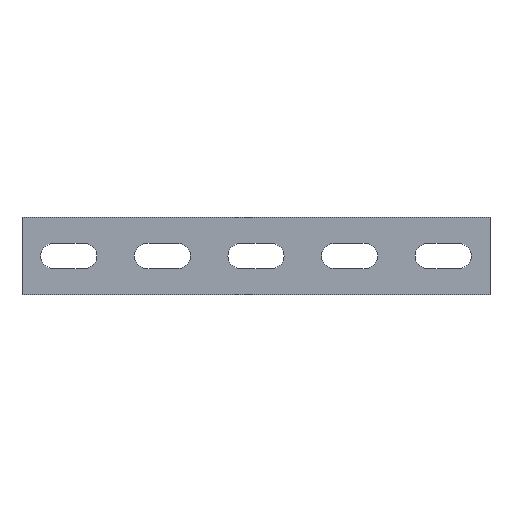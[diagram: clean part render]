
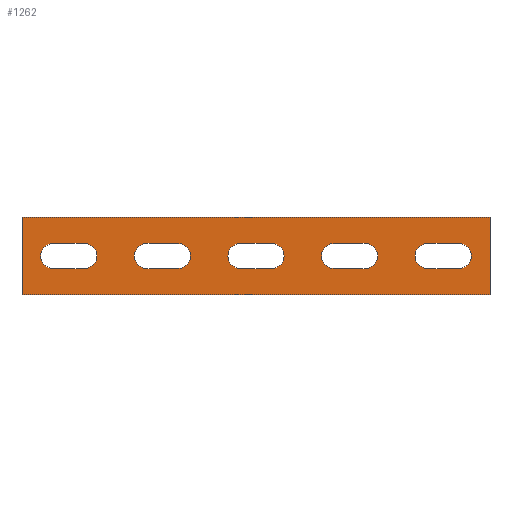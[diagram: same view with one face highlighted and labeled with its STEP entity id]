
A CAD part, front view. The second image highlights one B-rep face of the part: STEP entity #1262.
In plain terms, the highlighted planar face has unit normal (0, -1, 0).
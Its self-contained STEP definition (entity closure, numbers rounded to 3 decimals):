
#40=FACE_BOUND('',#176,.T.);
#41=FACE_BOUND('',#177,.T.);
#42=FACE_BOUND('',#178,.T.);
#43=FACE_BOUND('',#179,.T.);
#44=FACE_BOUND('',#180,.T.);
#50=CIRCLE('',#1348,6.75);
#51=CIRCLE('',#1349,6.75);
#52=CIRCLE('',#1350,6.75);
#53=CIRCLE('',#1351,6.75);
#54=CIRCLE('',#1352,6.75);
#55=CIRCLE('',#1353,6.75);
#56=CIRCLE('',#1354,6.75);
#57=CIRCLE('',#1355,6.75);
#58=CIRCLE('',#1356,6.75);
#59=CIRCLE('',#1357,6.75);
#113=FACE_OUTER_BOUND('',#175,.T.);
#175=EDGE_LOOP('',(#836,#837,#838,#839));
#176=EDGE_LOOP('',(#840,#841,#842,#843));
#177=EDGE_LOOP('',(#844,#845,#846,#847));
#178=EDGE_LOOP('',(#848,#849,#850,#851));
#179=EDGE_LOOP('',(#852,#853,#854,#855));
#180=EDGE_LOOP('',(#856,#857,#858,#859));
#273=LINE('',#1889,#401);
#274=LINE('',#1892,#402);
#275=LINE('',#1894,#403);
#276=LINE('',#1895,#404);
#277=LINE('',#1900,#405);
#278=LINE('',#1903,#406);
#279=LINE('',#1908,#407);
#280=LINE('',#1911,#408);
#281=LINE('',#1916,#409);
#282=LINE('',#1919,#410);
#283=LINE('',#1924,#411);
#284=LINE('',#1927,#412);
#285=LINE('',#1932,#413);
#286=LINE('',#1935,#414);
#401=VECTOR('',#1511,10.);
#402=VECTOR('',#1514,10.);
#403=VECTOR('',#1515,10.);
#404=VECTOR('',#1516,10.);
#405=VECTOR('',#1519,10.);
#406=VECTOR('',#1522,10.);
#407=VECTOR('',#1525,10.);
#408=VECTOR('',#1528,10.);
#409=VECTOR('',#1531,10.);
#410=VECTOR('',#1534,10.);
#411=VECTOR('',#1537,10.);
#412=VECTOR('',#1540,10.);
#413=VECTOR('',#1543,10.);
#414=VECTOR('',#1546,10.);
#521=VERTEX_POINT('',#1883);
#523=VERTEX_POINT('',#1887);
#524=VERTEX_POINT('',#1891);
#525=VERTEX_POINT('',#1893);
#526=VERTEX_POINT('',#1896);
#527=VERTEX_POINT('',#1897);
#528=VERTEX_POINT('',#1899);
#529=VERTEX_POINT('',#1901);
#530=VERTEX_POINT('',#1904);
#531=VERTEX_POINT('',#1905);
#532=VERTEX_POINT('',#1907);
#533=VERTEX_POINT('',#1909);
#534=VERTEX_POINT('',#1912);
#535=VERTEX_POINT('',#1913);
#536=VERTEX_POINT('',#1915);
#537=VERTEX_POINT('',#1917);
#538=VERTEX_POINT('',#1920);
#539=VERTEX_POINT('',#1921);
#540=VERTEX_POINT('',#1923);
#541=VERTEX_POINT('',#1925);
#542=VERTEX_POINT('',#1928);
#543=VERTEX_POINT('',#1929);
#544=VERTEX_POINT('',#1931);
#545=VERTEX_POINT('',#1933);
#649=EDGE_CURVE('',#521,#523,#273,.T.);
#650=EDGE_CURVE('',#523,#524,#274,.T.);
#651=EDGE_CURVE('',#525,#524,#275,.T.);
#652=EDGE_CURVE('',#521,#525,#276,.T.);
#653=EDGE_CURVE('',#526,#527,#50,.T.);
#654=EDGE_CURVE('',#527,#528,#277,.T.);
#655=EDGE_CURVE('',#528,#529,#51,.T.);
#656=EDGE_CURVE('',#529,#526,#278,.T.);
#657=EDGE_CURVE('',#530,#531,#52,.T.);
#658=EDGE_CURVE('',#531,#532,#279,.T.);
#659=EDGE_CURVE('',#532,#533,#53,.T.);
#660=EDGE_CURVE('',#533,#530,#280,.T.);
#661=EDGE_CURVE('',#534,#535,#54,.T.);
#662=EDGE_CURVE('',#535,#536,#281,.T.);
#663=EDGE_CURVE('',#536,#537,#55,.T.);
#664=EDGE_CURVE('',#537,#534,#282,.T.);
#665=EDGE_CURVE('',#538,#539,#56,.T.);
#666=EDGE_CURVE('',#539,#540,#283,.T.);
#667=EDGE_CURVE('',#540,#541,#57,.T.);
#668=EDGE_CURVE('',#541,#538,#284,.T.);
#669=EDGE_CURVE('',#542,#543,#58,.T.);
#670=EDGE_CURVE('',#543,#544,#285,.T.);
#671=EDGE_CURVE('',#544,#545,#59,.T.);
#672=EDGE_CURVE('',#545,#542,#286,.T.);
#836=ORIENTED_EDGE('',*,*,#649,.T.);
#837=ORIENTED_EDGE('',*,*,#650,.T.);
#838=ORIENTED_EDGE('',*,*,#651,.F.);
#839=ORIENTED_EDGE('',*,*,#652,.F.);
#840=ORIENTED_EDGE('',*,*,#653,.T.);
#841=ORIENTED_EDGE('',*,*,#654,.T.);
#842=ORIENTED_EDGE('',*,*,#655,.T.);
#843=ORIENTED_EDGE('',*,*,#656,.T.);
#844=ORIENTED_EDGE('',*,*,#657,.T.);
#845=ORIENTED_EDGE('',*,*,#658,.T.);
#846=ORIENTED_EDGE('',*,*,#659,.T.);
#847=ORIENTED_EDGE('',*,*,#660,.T.);
#848=ORIENTED_EDGE('',*,*,#661,.T.);
#849=ORIENTED_EDGE('',*,*,#662,.T.);
#850=ORIENTED_EDGE('',*,*,#663,.T.);
#851=ORIENTED_EDGE('',*,*,#664,.T.);
#852=ORIENTED_EDGE('',*,*,#665,.T.);
#853=ORIENTED_EDGE('',*,*,#666,.T.);
#854=ORIENTED_EDGE('',*,*,#667,.T.);
#855=ORIENTED_EDGE('',*,*,#668,.T.);
#856=ORIENTED_EDGE('',*,*,#669,.T.);
#857=ORIENTED_EDGE('',*,*,#670,.T.);
#858=ORIENTED_EDGE('',*,*,#671,.T.);
#859=ORIENTED_EDGE('',*,*,#672,.T.);
#1163=PLANE('',#1347);
#1262=ADVANCED_FACE('',(#113,#40,#41,#42,#43,#44),#1163,.T.);
#1347=AXIS2_PLACEMENT_3D('',#1890,#1512,#1513);
#1348=AXIS2_PLACEMENT_3D('',#1898,#1517,#1518);
#1349=AXIS2_PLACEMENT_3D('',#1902,#1520,#1521);
#1350=AXIS2_PLACEMENT_3D('',#1906,#1523,#1524);
#1351=AXIS2_PLACEMENT_3D('',#1910,#1526,#1527);
#1352=AXIS2_PLACEMENT_3D('',#1914,#1529,#1530);
#1353=AXIS2_PLACEMENT_3D('',#1918,#1532,#1533);
#1354=AXIS2_PLACEMENT_3D('',#1922,#1535,#1536);
#1355=AXIS2_PLACEMENT_3D('',#1926,#1538,#1539);
#1356=AXIS2_PLACEMENT_3D('',#1930,#1541,#1542);
#1357=AXIS2_PLACEMENT_3D('',#1934,#1544,#1545);
#1511=DIRECTION('',(-1.,0.,0.));
#1512=DIRECTION('center_axis',(0.,-1.,0.));
#1513=DIRECTION('ref_axis',(0.,0.,-1.));
#1514=DIRECTION('',(0.,0.,-1.));
#1515=DIRECTION('',(-1.,0.,0.));
#1516=DIRECTION('',(0.,0.,-1.));
#1517=DIRECTION('center_axis',(0.,1.,0.));
#1518=DIRECTION('ref_axis',(0.,0.,-1.));
#1519=DIRECTION('',(1.,0.,0.));
#1520=DIRECTION('center_axis',(0.,1.,0.));
#1521=DIRECTION('ref_axis',(0.,0.,1.));
#1522=DIRECTION('',(-1.,0.,0.));
#1523=DIRECTION('center_axis',(0.,1.,0.));
#1524=DIRECTION('ref_axis',(0.,0.,-1.));
#1525=DIRECTION('',(1.,0.,0.));
#1526=DIRECTION('center_axis',(0.,1.,0.));
#1527=DIRECTION('ref_axis',(0.,0.,1.));
#1528=DIRECTION('',(-1.,0.,0.));
#1529=DIRECTION('center_axis',(0.,1.,0.));
#1530=DIRECTION('ref_axis',(0.,0.,-1.));
#1531=DIRECTION('',(1.,0.,0.));
#1532=DIRECTION('center_axis',(0.,1.,0.));
#1533=DIRECTION('ref_axis',(0.,0.,1.));
#1534=DIRECTION('',(-1.,0.,0.));
#1535=DIRECTION('center_axis',(0.,1.,0.));
#1536=DIRECTION('ref_axis',(0.,0.,-1.));
#1537=DIRECTION('',(1.,0.,0.));
#1538=DIRECTION('center_axis',(0.,1.,0.));
#1539=DIRECTION('ref_axis',(0.,0.,1.));
#1540=DIRECTION('',(-1.,0.,0.));
#1541=DIRECTION('center_axis',(0.,1.,0.));
#1542=DIRECTION('ref_axis',(0.,0.,-1.));
#1543=DIRECTION('',(1.,0.,0.));
#1544=DIRECTION('center_axis',(0.,1.,0.));
#1545=DIRECTION('ref_axis',(0.,0.,1.));
#1546=DIRECTION('',(-1.,0.,0.));
#1883=CARTESIAN_POINT('',(250.,-20.5,20.65));
#1887=CARTESIAN_POINT('',(0.,-20.5,20.65));
#1889=CARTESIAN_POINT('',(0.,-20.5,20.65));
#1890=CARTESIAN_POINT('Origin',(0.,-20.5,17.65));
#1891=CARTESIAN_POINT('',(0.,-20.5,-20.65));
#1892=CARTESIAN_POINT('',(0.,-20.5,17.65));
#1893=CARTESIAN_POINT('',(250.,-20.5,-20.65));
#1894=CARTESIAN_POINT('',(0.,-20.5,-20.65));
#1895=CARTESIAN_POINT('',(250.,-20.5,17.65));
#1896=CARTESIAN_POINT('',(216.75,-20.5,-6.75));
#1897=CARTESIAN_POINT('',(216.75,-20.5,6.75));
#1898=CARTESIAN_POINT('Origin',(216.75,-20.5,0.));
#1899=CARTESIAN_POINT('',(233.25,-20.5,6.75));
#1900=CARTESIAN_POINT('',(108.375,-20.5,6.75));
#1901=CARTESIAN_POINT('',(233.25,-20.5,-6.75));
#1902=CARTESIAN_POINT('Origin',(233.25,-20.5,0.));
#1903=CARTESIAN_POINT('',(116.625,-20.5,-6.75));
#1904=CARTESIAN_POINT('',(116.75,-20.5,-6.75));
#1905=CARTESIAN_POINT('',(116.75,-20.5,6.75));
#1906=CARTESIAN_POINT('Origin',(116.75,-20.5,0.));
#1907=CARTESIAN_POINT('',(133.25,-20.5,6.75));
#1908=CARTESIAN_POINT('',(58.375,-20.5,6.75));
#1909=CARTESIAN_POINT('',(133.25,-20.5,-6.75));
#1910=CARTESIAN_POINT('Origin',(133.25,-20.5,0.));
#1911=CARTESIAN_POINT('',(66.625,-20.5,-6.75));
#1912=CARTESIAN_POINT('',(16.75,-20.5,-6.75));
#1913=CARTESIAN_POINT('',(16.75,-20.5,6.75));
#1914=CARTESIAN_POINT('Origin',(16.75,-20.5,0.));
#1915=CARTESIAN_POINT('',(33.25,-20.5,6.75));
#1916=CARTESIAN_POINT('',(8.375,-20.5,6.75));
#1917=CARTESIAN_POINT('',(33.25,-20.5,-6.75));
#1918=CARTESIAN_POINT('Origin',(33.25,-20.5,0.));
#1919=CARTESIAN_POINT('',(16.625,-20.5,-6.75));
#1920=CARTESIAN_POINT('',(66.75,-20.5,-6.75));
#1921=CARTESIAN_POINT('',(66.75,-20.5,6.75));
#1922=CARTESIAN_POINT('Origin',(66.75,-20.5,0.));
#1923=CARTESIAN_POINT('',(83.25,-20.5,6.75));
#1924=CARTESIAN_POINT('',(33.375,-20.5,6.75));
#1925=CARTESIAN_POINT('',(83.25,-20.5,-6.75));
#1926=CARTESIAN_POINT('Origin',(83.25,-20.5,0.));
#1927=CARTESIAN_POINT('',(41.625,-20.5,-6.75));
#1928=CARTESIAN_POINT('',(166.75,-20.5,-6.75));
#1929=CARTESIAN_POINT('',(166.75,-20.5,6.75));
#1930=CARTESIAN_POINT('Origin',(166.75,-20.5,0.));
#1931=CARTESIAN_POINT('',(183.25,-20.5,6.75));
#1932=CARTESIAN_POINT('',(83.375,-20.5,6.75));
#1933=CARTESIAN_POINT('',(183.25,-20.5,-6.75));
#1934=CARTESIAN_POINT('Origin',(183.25,-20.5,0.));
#1935=CARTESIAN_POINT('',(91.625,-20.5,-6.75));
